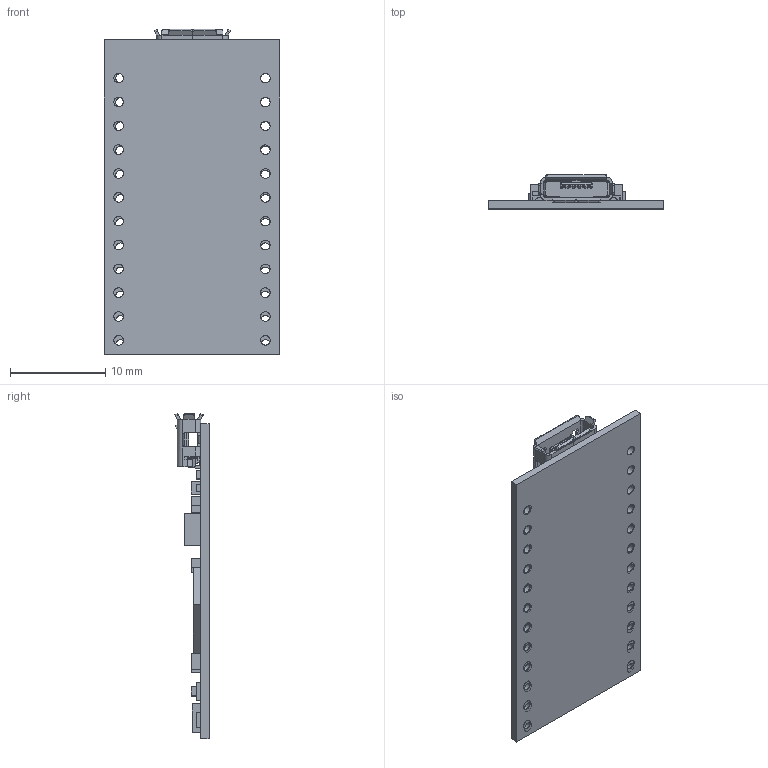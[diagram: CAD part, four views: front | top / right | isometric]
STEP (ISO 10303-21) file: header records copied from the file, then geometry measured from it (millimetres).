
FILE_DESCRIPTION(('CATIA V5 STEP Exchange'),'2;1');
FILE_NAME('Arduino Pro Micro Sparkfun_1.stp','2015-07-09T16:18:40+00:00',('none'),('none'),'CATIA Version 5 Release 18 GA (IN-10)','CATIA V5 STEP AP203','none');
FILE_SCHEMA(('CONFIG_CONTROL_DESIGN'));
Length unit declared in the file: millimetre
Products named in the file (1): risk1C9C17C8l3h3
Bounding box: 18.4 x 3.58 x 34.12 mm (x, y, z)
Volume: 663.2 mm3; surface area: 1792.4 mm2
Topology: 2 solids, 2 shells, 743 faces, 2106 edges, 1391 vertices
Faces by surface type: plane 514, cylinder 219, cone 6, bspline 4
Entity records: 27364 total; most frequent: CARTESIAN_POINT 9088, ORIENTED_EDGE 4204, DIRECTION 3014, EDGE_CURVE 2102, VECTOR 1463, LINE 1463, VERTEX_POINT 1391, AXIS2_PLACEMENT_3D 859
